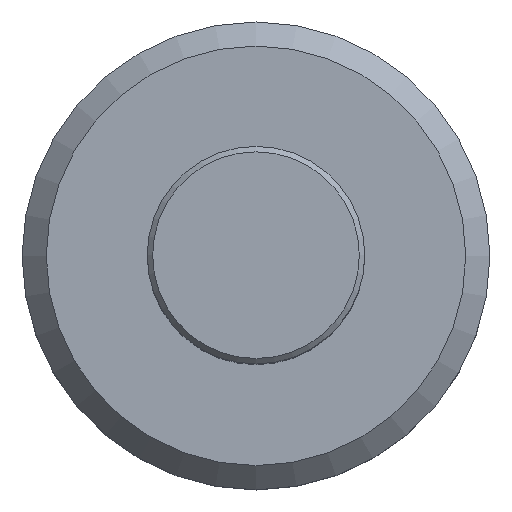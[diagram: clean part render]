
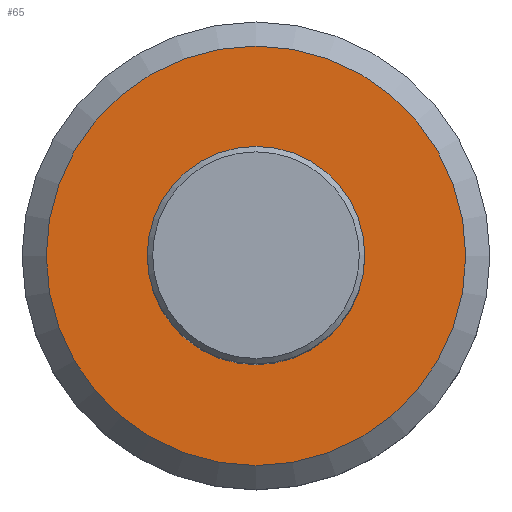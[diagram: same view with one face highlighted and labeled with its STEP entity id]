
A CAD part, top view. The second image highlights one B-rep face of the part: STEP entity #65.
In plain terms, the highlighted planar face has unit normal (0, 0, 1).
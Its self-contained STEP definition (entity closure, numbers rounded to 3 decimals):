
#41=PLANE('',#337);
#65=ADVANCED_FACE('',(#105,#106),#41,.F.);
#105=FACE_BOUND('',#147,.T.);
#106=FACE_BOUND('',#148,.T.);
#147=EDGE_LOOP('',(#191));
#148=EDGE_LOOP('',(#192));
#191=ORIENTED_EDGE('',*,*,#247,.F.);
#192=ORIENTED_EDGE('',*,*,#248,.F.);
#225=VERTEX_POINT('',#498);
#226=VERTEX_POINT('',#500);
#247=EDGE_CURVE('',#225,#225,#269,.T.);
#248=EDGE_CURVE('',#226,#226,#270,.T.);
#269=CIRCLE('',#335,20.);
#270=CIRCLE('',#336,38.559);
#335=AXIS2_PLACEMENT_3D('',#497,#411,#412);
#336=AXIS2_PLACEMENT_3D('',#499,#413,#414);
#337=AXIS2_PLACEMENT_3D('',#501,#415,#416);
#411=DIRECTION('',(0.,0.,1.));
#412=DIRECTION('',(1.,0.,0.));
#413=DIRECTION('',(0.,0.,-1.));
#414=DIRECTION('',(-1.,0.,0.));
#415=DIRECTION('',(0.,0.,-1.));
#416=DIRECTION('',(-1.,0.,0.));
#497=CARTESIAN_POINT('',(0.,0.,-70.));
#498=CARTESIAN_POINT('',(20.,0.,-70.));
#499=CARTESIAN_POINT('',(0.,0.,-70.));
#500=CARTESIAN_POINT('',(-38.559,0.,-70.));
#501=CARTESIAN_POINT('',(0.,0.,-70.));
